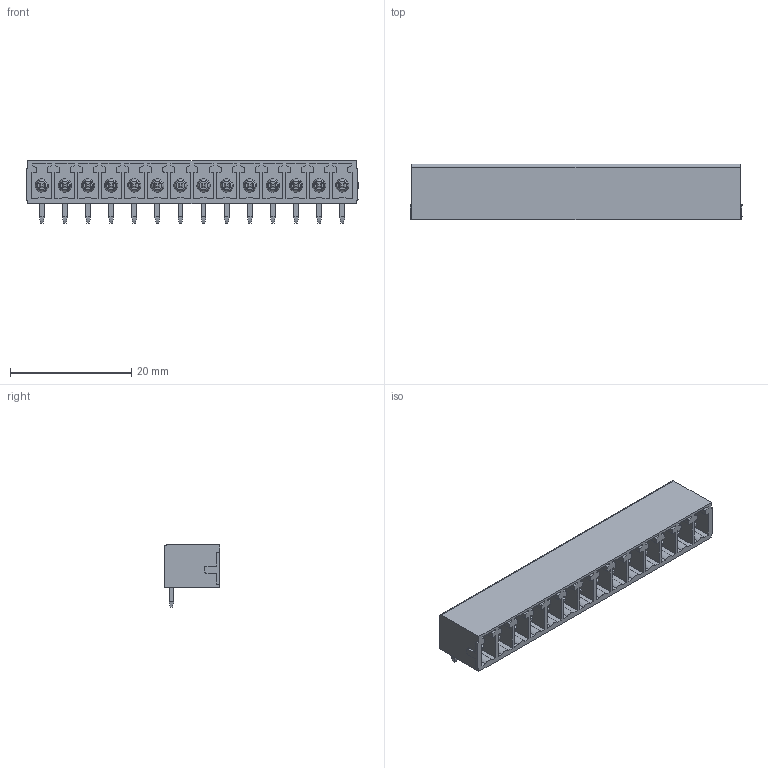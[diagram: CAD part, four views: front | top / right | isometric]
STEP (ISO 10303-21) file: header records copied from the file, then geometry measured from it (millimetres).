
FILE_DESCRIPTION(('CATIA V5 STEP Exchange','CAx-IF Rec.Pracs.--- Model Styling and Organization---1.4--- 2014-01-23'),'2;1');
FILE_NAME ('D1486661_0_1808990000_1808990000.stp','2021-05-20T09:15:00+00:00',('none'),('Weidmueller'),'CATIA Version 5-6 Release 2016 SP3 HF44','CATIA V5 STEP AP214','none');
FILE_SCHEMA(('AUTOMOTIVE_DESIGN { 1 0 10303 214 1 1 1 1 }'));
Length unit declared in the file: millimetre
Products named in the file (1): 1808990000
Bounding box: 54.73 x 9.2 x 10.25 mm (x, y, z)
Volume: 1563.1 mm3; surface area: 5096.9 mm2
Topology: 15 solids, 15 shells, 1113 faces, 3192 edges, 2151 vertices
Faces by surface type: plane 796, cylinder 261, cone 28, torus 28
Entity records: 36217 total; most frequent: CARTESIAN_POINT 7305, ORIENTED_EDGE 6384, DIRECTION 4655, EDGE_CURVE 3192, VECTOR 2502, LINE 2502, VERTEX_POINT 2151, AXIS2_PLACEMENT_3D 1346
